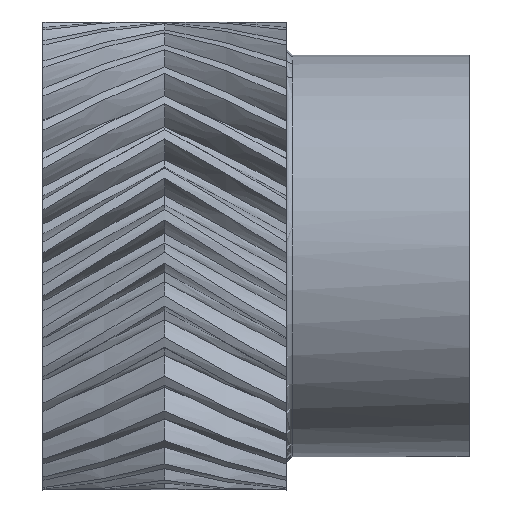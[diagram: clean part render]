
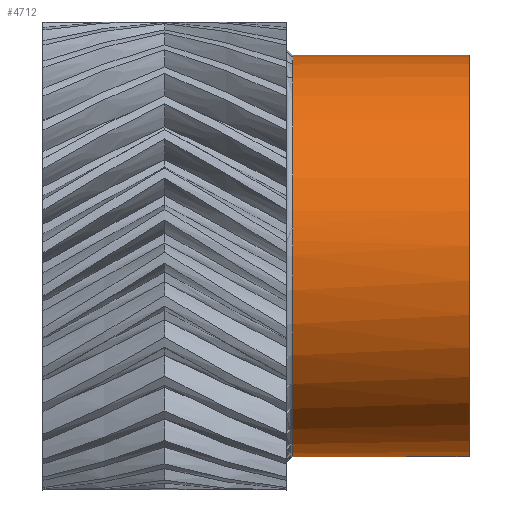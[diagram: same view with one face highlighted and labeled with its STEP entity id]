
A CAD part, top view. The second image highlights one B-rep face of the part: STEP entity #4712.
In plain terms, the highlighted cylindrical face has radius 16.5 mm (diameter 33 mm), a full revolution.
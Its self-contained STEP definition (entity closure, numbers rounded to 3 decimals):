
#218=LINE('',#6190,#298);
#298=VECTOR('',#5268,16.5);
#378=CYLINDRICAL_SURFACE('',#5057,16.5);
#1334=FACE_OUTER_BOUND('',#1619,.T.);
#1619=EDGE_LOOP('',(#3361,#3362,#3363,#3364,#3365));
#1915=CIRCLE('',#5020,16.5);
#1916=CIRCLE('',#5021,16.5);
#1951=CIRCLE('',#5058,16.5);
#2001=VERTEX_POINT('',#5604);
#2002=VERTEX_POINT('',#5606);
#2139=VERTEX_POINT('',#6189);
#2476=EDGE_CURVE('',#2001,#2002,#1915,.T.);
#2477=EDGE_CURVE('',#2002,#2001,#1916,.T.);
#2614=EDGE_CURVE('',#2002,#2139,#218,.T.);
#2615=EDGE_CURVE('',#2139,#2139,#1951,.T.);
#3361=ORIENTED_EDGE('',*,*,#2477,.F.);
#3362=ORIENTED_EDGE('',*,*,#2614,.T.);
#3363=ORIENTED_EDGE('',*,*,#2615,.F.);
#3364=ORIENTED_EDGE('',*,*,#2614,.F.);
#3365=ORIENTED_EDGE('',*,*,#2476,.F.);
#4712=ADVANCED_FACE('',(#1334),#378,.T.);
#5020=AXIS2_PLACEMENT_3D('',#5607,#5192,#5193);
#5021=AXIS2_PLACEMENT_3D('',#5608,#5194,#5195);
#5057=AXIS2_PLACEMENT_3D('',#6188,#5266,#5267);
#5058=AXIS2_PLACEMENT_3D('',#6191,#5269,#5270);
#5192=DIRECTION('center_axis',(-1.,0.,0.));
#5193=DIRECTION('ref_axis',(0.,-0.222,-0.975));
#5194=DIRECTION('center_axis',(-1.,0.,0.));
#5195=DIRECTION('ref_axis',(0.,-0.222,-0.975));
#5266=DIRECTION('center_axis',(-1.,0.,0.));
#5267=DIRECTION('ref_axis',(0.,-0.222,-0.975));
#5268=DIRECTION('',(1.,0.,0.));
#5269=DIRECTION('center_axis',(1.,0.,0.));
#5270=DIRECTION('ref_axis',(0.,-0.222,-0.975));
#5604=CARTESIAN_POINT('',(10.927,-24.505,-143.389));
#5606=CARTESIAN_POINT('',(10.927,-20.85,-143.799));
#5607=CARTESIAN_POINT('Origin',(10.927,-24.505,-159.889));
#5608=CARTESIAN_POINT('Origin',(10.927,-24.505,-159.889));
#6188=CARTESIAN_POINT('Origin',(25.427,-24.505,-159.889));
#6189=CARTESIAN_POINT('',(25.427,-20.85,-143.799));
#6190=CARTESIAN_POINT('',(25.427,-20.85,-143.799));
#6191=CARTESIAN_POINT('Origin',(25.427,-24.505,-159.889));
